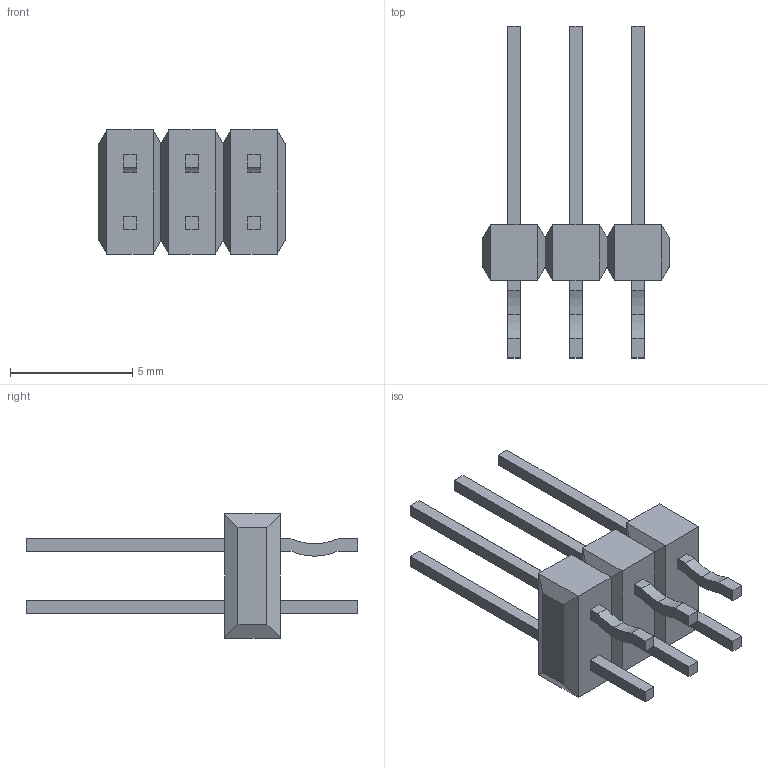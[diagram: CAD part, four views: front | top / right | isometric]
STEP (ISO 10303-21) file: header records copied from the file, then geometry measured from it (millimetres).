
FILE_DESCRIPTION(('STEP AP242'),'1');
FILE_NAME('0702871050.stp','2025-04-13T01:48:16',('TraceParts'),('TraceParts S.A.'),'Spatial InterOp 3D',' ',' ');
FILE_SCHEMA(('AP242_MANAGED_MODEL_BASED_3D_ENGINEERING_MIM_LF {1 0 10303 442 1 1 4}'));
Length unit declared in the file: millimetre
Products named in the file (1): 0702871050_1
Bounding box: 7.62 x 13.59 x 5.08 mm (x, y, z)
Volume: 99 mm3; surface area: 279.4 mm2
Topology: 1 solids, 1 shells, 116 faces, 286 edges, 196 vertices
Faces by surface type: plane 104, cylinder 12
Entity records: 3364 total; most frequent: CARTESIAN_POINT 576, DIRECTION 558, ORIENTED_EDGE 548, EDGE_CURVE 274, LINE 250, VECTOR 250, VERTEX_POINT 172, AXIS2_PLACEMENT_3D 154
